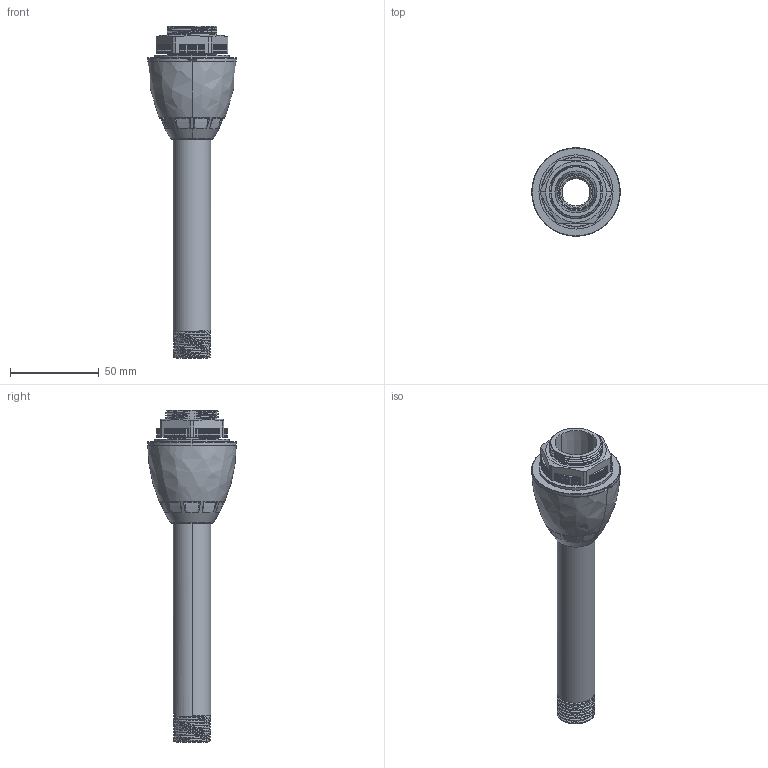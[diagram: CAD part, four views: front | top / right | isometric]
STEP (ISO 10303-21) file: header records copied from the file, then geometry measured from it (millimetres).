
FILE_DESCRIPTION((''),'2;1');
FILE_NAME('199772_ASM','2017-06-21T',('PDMAdmin'),('BANNER ENGINEERING'),'CREO PARAMETRIC BY PTC INC, 2016260','CREO PARAMETRIC BY PTC INC, 2016260','');
FILE_SCHEMA(('CONFIG_CONTROL_DESIGN'));
Products named in the file (6): 191131; 200771_GENERIC; 131922; 27772; 08249; 199772_ASM
Assembly tree (5 placements, depth 2):
  199772_ASM
    191131
    200771_GENERIC
    131922
    27772
    08249
Bounding box: 50.01 x 50.01 x 187.56 mm (x, y, z)
Volume: 66259.1 mm3; surface area: 57200.3 mm2
Topology: 5 solids, 6 shells, 786 faces, 2258 edges, 1479 vertices
Faces by surface type: cylinder 289, bspline 224, plane 208, cone 41, torus 20, sphere 4
Entity records: 76563 total; most frequent: CARTESIAN_POINT 57639, ORIENTED_EDGE 4512, DIRECTION 3105, EDGE_CURVE 2258, VERTEX_POINT 1479, AXIS2_PLACEMENT_3D 1088, VECTOR 929, LINE 929
